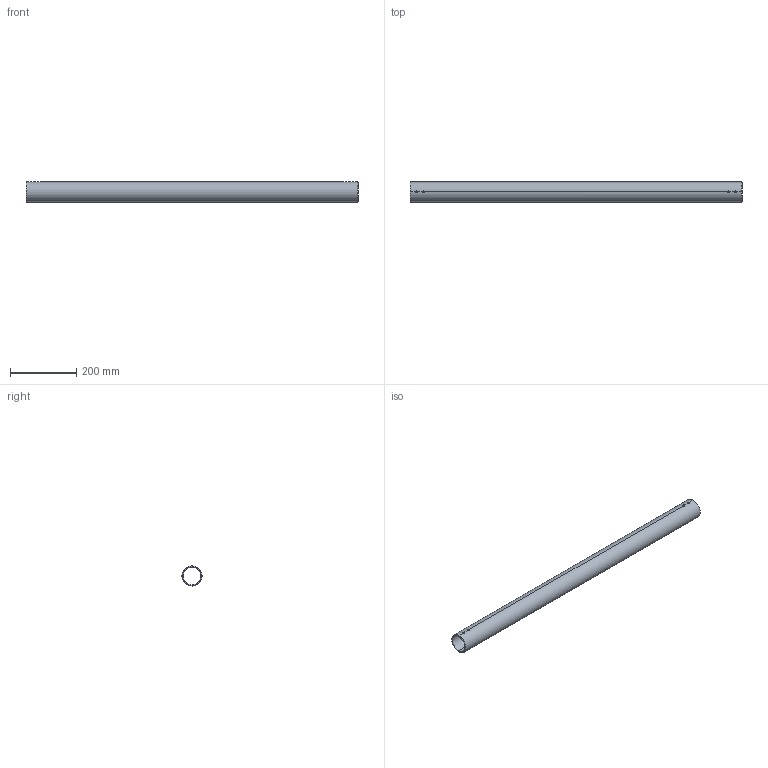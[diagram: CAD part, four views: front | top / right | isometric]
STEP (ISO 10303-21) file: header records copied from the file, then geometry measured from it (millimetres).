
FILE_DESCRIPTION (( 'STEP AP214' ), '1' );
FILE_NAME ('57020010.STEP', '2018-11-09T10:47:11', ( 'Macha' ), ( 'Hewlett-Packard Company' ), 'SwSTEP 2.0', 'SolidWorks 2018', '' );
FILE_SCHEMA (( 'AUTOMOTIVE_DESIGN' ));
Length unit declared in the file: millimetre
Products named in the file (1): 57020010
Bounding box: 1000 x 60.3 x 60.3 mm (x, y, z)
Volume: 640498.8 mm3; surface area: 357167.4 mm2
Topology: 1 solids, 1 shells, 22 faces, 60 edges, 32 vertices
Faces by surface type: cylinder 12, cone 8, plane 2
Entity records: 1210 total; most frequent: CARTESIAN_POINT 635, ORIENTED_EDGE 120, DIRECTION 106, EDGE_CURVE 60, AXIS2_PLACEMENT_3D 39, VERTEX_POINT 32, VECTOR 28, LINE 28
